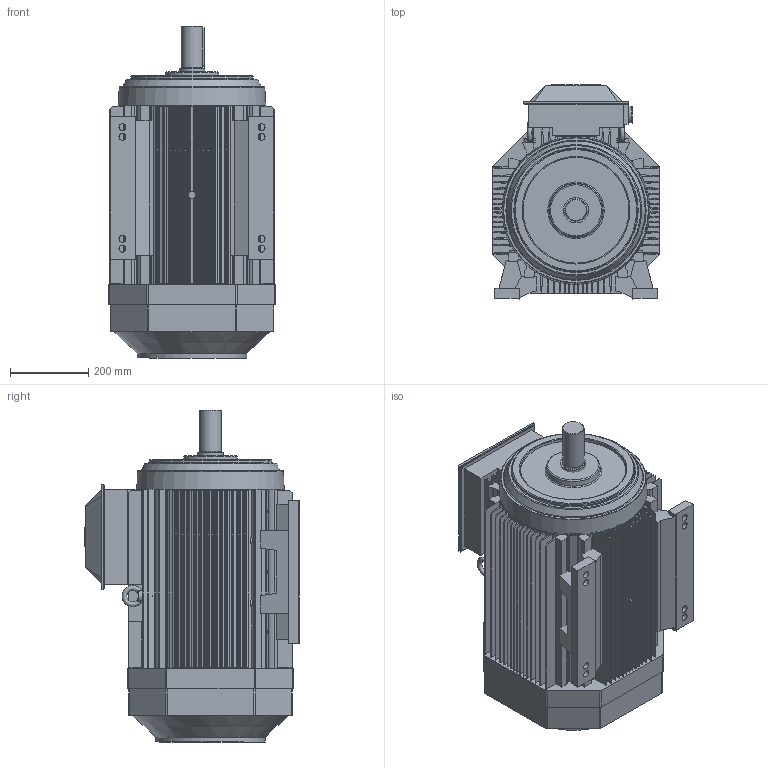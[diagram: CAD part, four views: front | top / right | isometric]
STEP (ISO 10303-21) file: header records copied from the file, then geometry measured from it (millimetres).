
FILE_DESCRIPTION((''),'2;1');
FILE_NAME('3GZV100086-23.stp','2015-07-02T11:28:39',('sejotaa1'),(''),'Autodesk Inventor 2011','Autodesk Inventor 2011','');
FILE_SCHEMA(('AUTOMOTIVE_DESIGN { 1 0 10303 214 1 1 1 1 }'));
Length unit declared in the file: millimetre
Products named in the file (1): 3GZV100086-23
Bounding box: 425 x 548.6 x 849.99 mm (x, y, z)
Volume: 105804369 mm3; surface area: 8734855.7 mm2
Topology: 24 solids, 94 shells, 2222 faces, 6032 edges, 4038 vertices
Faces by surface type: plane 1098, cylinder 928, bspline 76, cone 66, torus 52, sphere 2
Full cylindrical faces by diameter (mm): 3.3 x8, 5.5 x8, 12 x6, 16 x2, 18 x18, 30.815 x2, 40 x4, 44 x2, 44.942 x2, 54.4 x2, 55 x2, 57 x2, 59 x2, 59.4 x2, 60 x4, 64.4 x2, 65 x2, 71 x2, 75 x2, 76 x2, 279.576 x2, 364 x2, 372 x4
Entity records: 78680 total; most frequent: CARTESIAN_POINT 19625, DIRECTION 11976, ORIENTED_EDGE 11364, EDGE_CURVE 5812, AXIS2_PLACEMENT_3D 4349, VERTEX_POINT 4002, VECTOR 3278, LINE 3278
